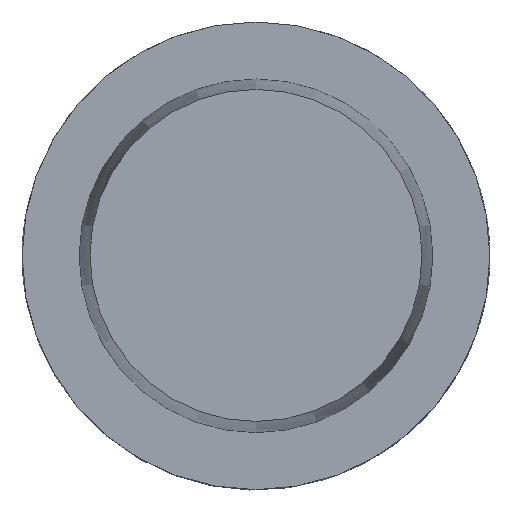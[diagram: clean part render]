
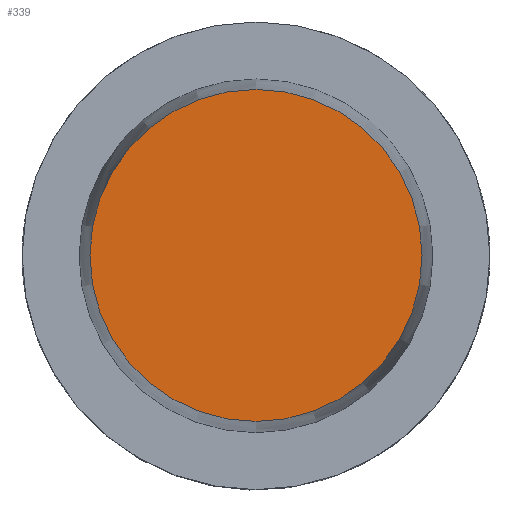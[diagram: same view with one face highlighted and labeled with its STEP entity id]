
A CAD part, top view. The second image highlights one B-rep face of the part: STEP entity #339.
In plain terms, the highlighted planar face has unit normal (0, 0, 1).
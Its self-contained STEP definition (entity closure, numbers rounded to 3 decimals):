
#339=ADVANCED_FACE('240[2]',(#822),#823,.T.);
#354=EDGE_CURVE('240[2]',#843,#843,#844,.T.);
#822=FACE_OUTER_BOUND('',#1587,.T.);
#823=PLANE('',#1588);
#843=VERTEX_POINT('',#1617);
#844=CIRCLE('',#1618,14.2);
#1587=EDGE_LOOP('',(#2368));
#1588=AXIS2_PLACEMENT_3D('',#2369,#2370,#2371);
#1617=CARTESIAN_POINT('',(0.,14.2,20.0));
#1618=AXIS2_PLACEMENT_3D('',#2389,#2390,#2391);
#2368=ORIENTED_EDGE('',*,*,#354,.F.);
#2369=CARTESIAN_POINT('',(0.,7.1,20.0));
#2370=DIRECTION('',(0.,0.,1.0));
#2371=DIRECTION('',(1.0,0.,0.0));
#2389=CARTESIAN_POINT('',(0.,0.,20.0));
#2390=DIRECTION('',(0.,0.,-1.0));
#2391=DIRECTION('',(0.,1.0,0.));
